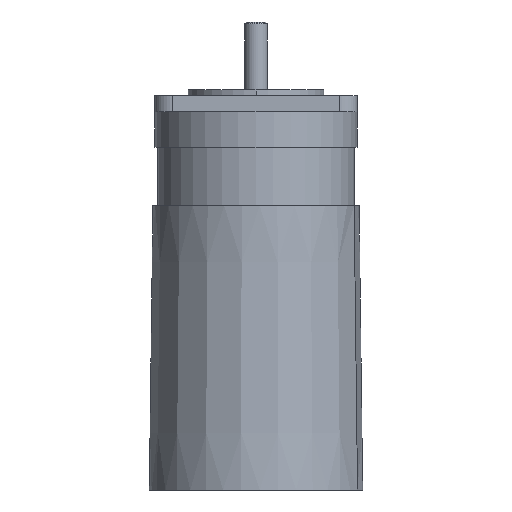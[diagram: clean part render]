
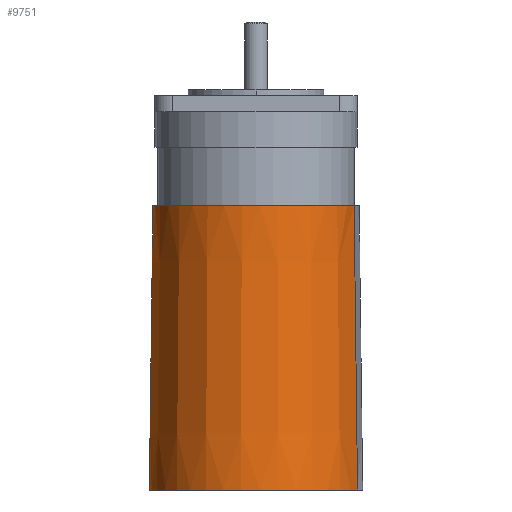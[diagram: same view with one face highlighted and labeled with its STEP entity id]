
A CAD part, left-side view. The second image highlights one B-rep face of the part: STEP entity #9751.
In plain terms, the highlighted conical face has half-angle 0.719 degrees and reference radius 29.9 mm.
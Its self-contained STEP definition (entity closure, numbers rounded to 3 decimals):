
#370 = VECTOR ( 'NONE', #13282, 1000. ) ;
#508 = VERTEX_POINT ( 'NONE', #7585 ) ;
#619 = DIRECTION ( 'NONE',  ( 0., 0., -1. ) ) ;
#702 = EDGE_LOOP ( 'NONE', ( #16335, #13522, #15649, #17888 ) ) ;
#919 = LINE ( 'NONE', #12179, #370 ) ;
#1591 = DIRECTION ( 'NONE',  ( 0., 0., 1. ) ) ;
#2193 = EDGE_CURVE ( 'NONE', #2543, #13552, #5976, .T. ) ;
#2327 = FACE_OUTER_BOUND ( 'NONE', #702, .T. ) ;
#2503 = AXIS2_PLACEMENT_3D ( 'NONE', #13787, #9763, #5504 ) ;
#2543 = VERTEX_POINT ( 'NONE', #8465 ) ;
#2680 = DIRECTION ( 'NONE',  ( -1., 0., 0. ) ) ;
#3302 = AXIS2_PLACEMENT_3D ( 'NONE', #13335, #2680, #1591 ) ;
#3344 = CARTESIAN_POINT ( 'NONE',  ( 0., 0., 0. ) ) ;
#3993 = EDGE_CURVE ( 'NONE', #508, #13552, #919, .T. ) ;
#5504 = DIRECTION ( 'NONE',  ( 0., 0., -1. ) ) ;
#5701 = CARTESIAN_POINT ( 'NONE',  ( -79.7, 0., 29.9 ) ) ;
#5976 = CIRCLE ( 'NONE', #2503, 29.9 ) ;
#7304 = VERTEX_POINT ( 'NONE', #13401 ) ;
#7365 = CONICAL_SURFACE ( 'NONE', #3302, 29.9, 0.013 ) ;
#7585 = CARTESIAN_POINT ( 'NONE',  ( 0., 0., 28.9 ) ) ;
#8465 = CARTESIAN_POINT ( 'NONE',  ( -79.7, 0., -29.9 ) ) ;
#8875 = DIRECTION ( 'NONE',  ( 1., 0., 0. ) ) ;
#9751 = ADVANCED_FACE ( 'NONE', ( #2327 ), #7365, .T. ) ;
#9763 = DIRECTION ( 'NONE',  ( 1., 0., 0. ) ) ;
#10502 = DIRECTION ( 'NONE',  ( -1., 0., -0.013 ) ) ;
#10826 = EDGE_CURVE ( 'NONE', #7304, #508, #14760, .T. ) ;
#12179 = CARTESIAN_POINT ( 'NONE',  ( -79.7, 0., 29.9 ) ) ;
#13245 = LINE ( 'NONE', #14624, #16125 ) ;
#13282 = DIRECTION ( 'NONE',  ( -1., 0., 0.013 ) ) ;
#13335 = CARTESIAN_POINT ( 'NONE',  ( -79.7, 0., 0. ) ) ;
#13401 = CARTESIAN_POINT ( 'NONE',  ( 0., 0., -28.9 ) ) ;
#13522 = ORIENTED_EDGE ( 'NONE', *, *, #15774, .T. ) ;
#13552 = VERTEX_POINT ( 'NONE', #5701 ) ;
#13787 = CARTESIAN_POINT ( 'NONE',  ( -79.7, 0., 0. ) ) ;
#14624 = CARTESIAN_POINT ( 'NONE',  ( -79.7, 0., -29.9 ) ) ;
#14760 = CIRCLE ( 'NONE', #17380, 28.9 ) ;
#15649 = ORIENTED_EDGE ( 'NONE', *, *, #2193, .T. ) ;
#15774 = EDGE_CURVE ( 'NONE', #7304, #2543, #13245, .T. ) ;
#16125 = VECTOR ( 'NONE', #10502, 1000. ) ;
#16335 = ORIENTED_EDGE ( 'NONE', *, *, #10826, .F. ) ;
#17380 = AXIS2_PLACEMENT_3D ( 'NONE', #3344, #8875, #619 ) ;
#17888 = ORIENTED_EDGE ( 'NONE', *, *, #3993, .F. ) ;
